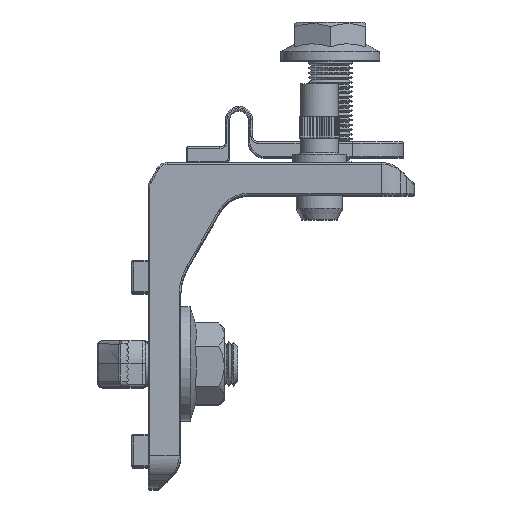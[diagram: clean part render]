
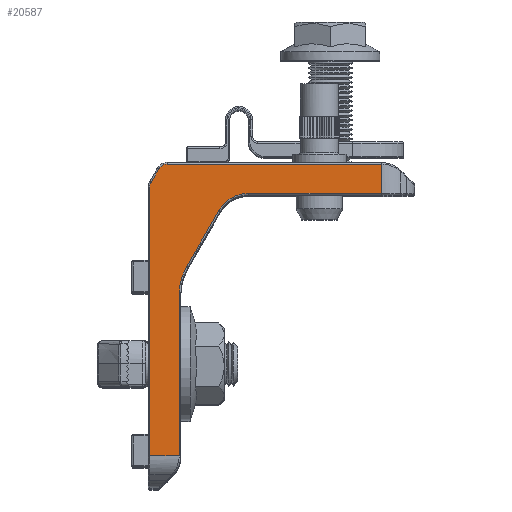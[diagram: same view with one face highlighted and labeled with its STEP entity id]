
A CAD part, top view. The second image highlights one B-rep face of the part: STEP entity #20587.
In plain terms, the highlighted planar face has unit normal (0, 0, 1).
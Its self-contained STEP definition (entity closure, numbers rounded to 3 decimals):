
#1225=PLANE($,#22820);
#2451=FACE_OUTER_BOUND($,#3882,.T.);
#3882=EDGE_LOOP($,(#17727,#17728,#17729,#17730,#17731,#17732,#17733,#17734,
#17735,#17736,#17737,#17738));
#5454=LINE($,#38518,#6898);
#5455=LINE($,#38520,#6899);
#5456=LINE($,#38522,#6900);
#5457=LINE($,#38526,#6901);
#5458=LINE($,#38530,#6902);
#5459=LINE($,#38532,#6903);
#5460=LINE($,#38534,#6904);
#5461=LINE($,#38537,#6905);
#6898=VECTOR($,#28415,24.465);
#6899=VECTOR($,#28416,5.4);
#6900=VECTOR($,#28417,39.465);
#6901=VECTOR($,#28420,2.928);
#6902=VECTOR($,#28423,49.393);
#6903=VECTOR($,#28424,5.4);
#6904=VECTOR($,#28425,29.661);
#6905=VECTOR($,#28428,11.856);
#8083=CIRCLE($,#22821,6.3);
#8084=CIRCLE($,#22822,1.7);
#8085=CIRCLE($,#22823,1.7);
#8086=CIRCLE($,#22824,10.3);
#9826=VERTEX_POINT($,#38514);
#9827=VERTEX_POINT($,#38515);
#9828=VERTEX_POINT($,#38517);
#9829=VERTEX_POINT($,#38519);
#9830=VERTEX_POINT($,#38521);
#9831=VERTEX_POINT($,#38523);
#9832=VERTEX_POINT($,#38525);
#9833=VERTEX_POINT($,#38527);
#9834=VERTEX_POINT($,#38529);
#9835=VERTEX_POINT($,#38531);
#9836=VERTEX_POINT($,#38533);
#9837=VERTEX_POINT($,#38535);
#12521=EDGE_CURVE($,#9826,#9827,#8083,.T.);
#12522=EDGE_CURVE($,#9827,#9828,#5454,.T.);
#12523=EDGE_CURVE($,#9828,#9829,#5455,.T.);
#12524=EDGE_CURVE($,#9829,#9830,#5456,.T.);
#12525=EDGE_CURVE($,#9830,#9831,#8084,.T.);
#12526=EDGE_CURVE($,#9831,#9832,#5457,.T.);
#12527=EDGE_CURVE($,#9832,#9833,#8085,.T.);
#12528=EDGE_CURVE($,#9833,#9834,#5458,.T.);
#12529=EDGE_CURVE($,#9834,#9835,#5459,.T.);
#12530=EDGE_CURVE($,#9835,#9836,#5460,.T.);
#12531=EDGE_CURVE($,#9836,#9837,#8086,.T.);
#12532=EDGE_CURVE($,#9837,#9826,#5461,.T.);
#17727=ORIENTED_EDGE($,*,*,#12521,.T.);
#17728=ORIENTED_EDGE($,*,*,#12522,.T.);
#17729=ORIENTED_EDGE($,*,*,#12523,.T.);
#17730=ORIENTED_EDGE($,*,*,#12524,.T.);
#17731=ORIENTED_EDGE($,*,*,#12525,.T.);
#17732=ORIENTED_EDGE($,*,*,#12526,.T.);
#17733=ORIENTED_EDGE($,*,*,#12527,.T.);
#17734=ORIENTED_EDGE($,*,*,#12528,.T.);
#17735=ORIENTED_EDGE($,*,*,#12529,.T.);
#17736=ORIENTED_EDGE($,*,*,#12530,.T.);
#17737=ORIENTED_EDGE($,*,*,#12531,.T.);
#17738=ORIENTED_EDGE($,*,*,#12532,.T.);
#20587=ADVANCED_FACE($,(#2451),#1225,.F.);
#22820=AXIS2_PLACEMENT_3D($,#38513,#28411,#28412);
#22821=AXIS2_PLACEMENT_3D($,#38516,#28413,#28414);
#22822=AXIS2_PLACEMENT_3D($,#38524,#28418,#28419);
#22823=AXIS2_PLACEMENT_3D($,#38528,#28421,#28422);
#22824=AXIS2_PLACEMENT_3D($,#38536,#28426,#28427);
#28411=DIRECTION('center_axis',(0.,0.,-1.));
#28412=DIRECTION('ref_axis',(-1.,0.,0.));
#28413=DIRECTION('center_axis',(0.,0.,-1.));
#28414=DIRECTION('ref_axis',(-1.,0.,0.));
#28415=DIRECTION($,(1.,0.,0.));
#28416=DIRECTION($,(0.,1.,0.));
#28417=DIRECTION($,(-1.,0.,0.));
#28418=DIRECTION('center_axis',(0.,0.,1.));
#28419=DIRECTION('ref_axis',(-1.,0.,0.));
#28420=DIRECTION($,(-0.5,-0.866,0.));
#28421=DIRECTION('center_axis',(0.,0.,1.));
#28422=DIRECTION('ref_axis',(-1.,0.,0.));
#28423=DIRECTION($,(0.,-1.,0.));
#28424=DIRECTION($,(1.,0.,0.));
#28425=DIRECTION($,(0.,1.,0.));
#28426=DIRECTION('center_axis',(0.,0.,-1.));
#28427=DIRECTION('ref_axis',(-1.,0.,0.));
#28428=DIRECTION($,(0.5,0.866,0.));
#38513=CARTESIAN_POINT('Origin',(49.,-60.,10.));
#38514=CARTESIAN_POINT('',(13.008,-8.85,10.));
#38515=CARTESIAN_POINT('',(18.464,-5.7,10.));
#38516=CARTESIAN_POINT('Origin',(18.464,-12.,10.));
#38517=CARTESIAN_POINT('',(42.929,-5.7,10.));
#38518=CARTESIAN_POINT($,(49.,-5.7,10.));
#38519=CARTESIAN_POINT('',(42.929,-0.3,10.));
#38520=CARTESIAN_POINT($,(42.929,0.,10.));
#38521=CARTESIAN_POINT('',(3.464,-0.3,10.));
#38522=CARTESIAN_POINT($,(49.,-0.3,10.));
#38523=CARTESIAN_POINT('',(1.992,-1.15,10.));
#38524=CARTESIAN_POINT('Origin',(3.464,-2.,10.));
#38525=CARTESIAN_POINT('',(0.528,-3.686,10.));
#38526=CARTESIAN_POINT($,(0.528,-3.686,10.));
#38527=CARTESIAN_POINT('',(0.3,-4.536,10.));
#38528=CARTESIAN_POINT('Origin',(2.,-4.536,10.));
#38529=CARTESIAN_POINT('',(0.3,-53.929,10.));
#38530=CARTESIAN_POINT($,(0.3,-60.,10.));
#38531=CARTESIAN_POINT('',(5.7,-53.929,10.));
#38532=CARTESIAN_POINT($,(6.,-53.929,10.));
#38533=CARTESIAN_POINT('',(5.7,-24.268,10.));
#38534=CARTESIAN_POINT($,(5.7,-60.,10.));
#38535=CARTESIAN_POINT('',(7.08,-19.118,10.));
#38536=CARTESIAN_POINT('Origin',(16.,-24.268,10.));
#38537=CARTESIAN_POINT($,(-0.142,-31.628,10.));
